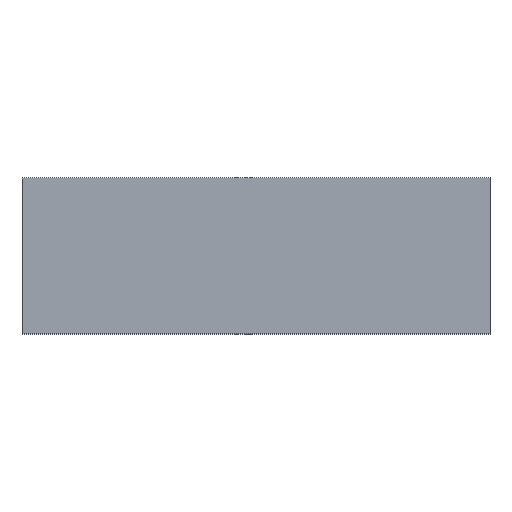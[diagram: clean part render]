
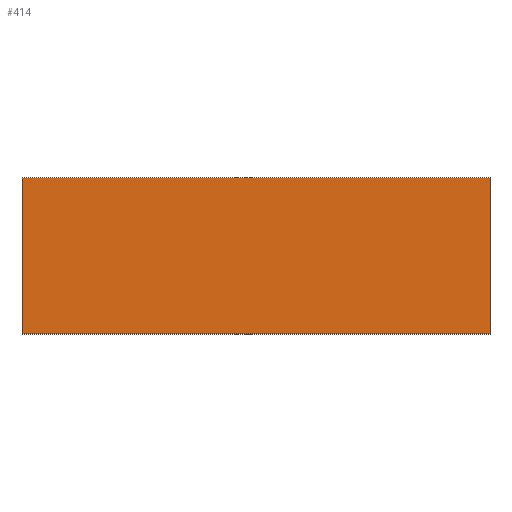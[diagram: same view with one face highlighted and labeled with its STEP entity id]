
A CAD part, top view. The second image highlights one B-rep face of the part: STEP entity #414.
In plain terms, the highlighted planar face has unit normal (0, 0, 1).
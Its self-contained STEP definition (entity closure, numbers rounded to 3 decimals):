
#166 = VERTEX_POINT('',#167);
#167 = CARTESIAN_POINT('',(0.,0.,19.));
#173 = EDGE_CURVE('',#166,#174,#176,.T.);
#174 = VERTEX_POINT('',#175);
#175 = CARTESIAN_POINT('',(0.,-400.,19.));
#176 = LINE('',#177,#178);
#177 = CARTESIAN_POINT('',(0.,0.,19.));
#178 = VECTOR('',#179,1.);
#179 = DIRECTION('',(0.,-1.,0.));
#206 = VERTEX_POINT('',#207);
#207 = CARTESIAN_POINT('',(1200.,0.,19.));
#213 = EDGE_CURVE('',#206,#166,#214,.T.);
#214 = LINE('',#215,#216);
#215 = CARTESIAN_POINT('',(1200.,0.,19.));
#216 = VECTOR('',#217,1.);
#217 = DIRECTION('',(-1.,0.,0.));
#235 = EDGE_CURVE('',#174,#236,#238,.T.);
#236 = VERTEX_POINT('',#237);
#237 = CARTESIAN_POINT('',(1200.,-400.,19.));
#238 = LINE('',#239,#240);
#239 = CARTESIAN_POINT('',(0.,-400.,19.));
#240 = VECTOR('',#241,1.);
#241 = DIRECTION('',(1.,0.,0.));
#414 = ADVANCED_FACE('',(#415),#426,.T.);
#415 = FACE_BOUND('',#416,.T.);
#416 = EDGE_LOOP('',(#417,#418,#419,#425));
#417 = ORIENTED_EDGE('',*,*,#173,.T.);
#418 = ORIENTED_EDGE('',*,*,#235,.T.);
#419 = ORIENTED_EDGE('',*,*,#420,.T.);
#420 = EDGE_CURVE('',#236,#206,#421,.T.);
#421 = LINE('',#422,#423);
#422 = CARTESIAN_POINT('',(1200.,-400.,19.));
#423 = VECTOR('',#424,1.);
#424 = DIRECTION('',(0.,1.,0.));
#425 = ORIENTED_EDGE('',*,*,#213,.T.);
#426 = PLANE('',#427);
#427 = AXIS2_PLACEMENT_3D('',#428,#429,#430);
#428 = CARTESIAN_POINT('',(600.,-200.,19.));
#429 = DIRECTION('',(0.,0.,1.));
#430 = DIRECTION('',(1.,0.,0.));
